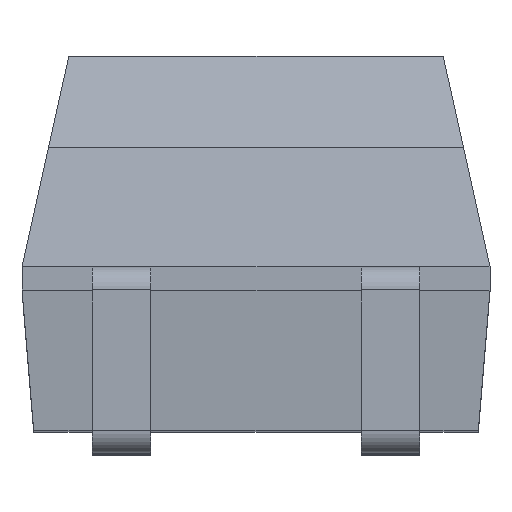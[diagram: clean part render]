
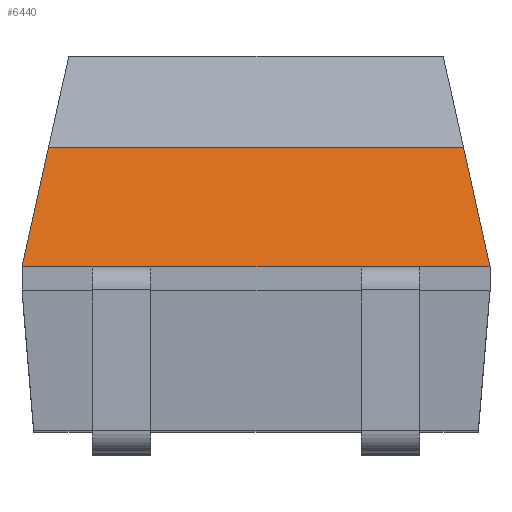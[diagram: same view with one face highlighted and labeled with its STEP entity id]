
A CAD part, top view. The second image highlights one B-rep face of the part: STEP entity #6440.
In plain terms, the highlighted planar face has unit normal (0, 0.217, 0.976).
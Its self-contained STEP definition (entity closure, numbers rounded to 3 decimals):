
#8 = LINE ( 'NONE', #11745, #6387 ) ;
#474 = VECTOR ( 'NONE', #8095, 1000. ) ;
#859 = DIRECTION ( 'NONE',  ( -1., 0., 0. ) ) ;
#1028 = CARTESIAN_POINT ( 'NONE',  ( -0.9, 1.4, 4.75 ) ) ;
#1288 = VECTOR ( 'NONE', #5961, 1000. ) ;
#1682 = CARTESIAN_POINT ( 'NONE',  ( 1.4, 1.4, 4.75 ) ) ;
#1717 = CARTESIAN_POINT ( 'NONE',  ( 0., 3.2, 4.35 ) ) ;
#2223 = VERTEX_POINT ( 'NONE', #8194 ) ;
#2428 = EDGE_CURVE ( 'NONE', #8941, #10523, #12800, .T. ) ;
#2589 = VECTOR ( 'NONE', #6927, 1000. ) ;
#2613 = EDGE_CURVE ( 'NONE', #8941, #10721, #3756, .T. ) ;
#2935 = DIRECTION ( 'NONE',  ( -1., 0., 0. ) ) ;
#3524 = EDGE_CURVE ( 'NONE', #8580, #12391, #10505, .T. ) ;
#3756 = LINE ( 'NONE', #4334, #11278 ) ;
#3828 = EDGE_LOOP ( 'NONE', ( #11921, #10749, #12045, #11196, #8192, #11510, #4098, #9064 ) ) ;
#4049 = EDGE_CURVE ( 'NONE', #10523, #2223, #8216, .T. ) ;
#4098 = ORIENTED_EDGE ( 'NONE', *, *, #8056, .F. ) ;
#4334 = CARTESIAN_POINT ( 'NONE',  ( -2., 1.4, 4.75 ) ) ;
#4673 = DIRECTION ( 'NONE',  ( -1., 0., 0. ) ) ;
#5530 = DIRECTION ( 'NONE',  ( -1., 0., 0. ) ) ;
#5732 = CARTESIAN_POINT ( 'NONE',  ( -1.404, 4.08, 4.154 ) ) ;
#5753 = EDGE_CURVE ( 'NONE', #10276, #7548, #12909, .T. ) ;
#5803 = CARTESIAN_POINT ( 'NONE',  ( -1.4, 1.4, 4.75 ) ) ;
#5961 = DIRECTION ( 'NONE',  ( -1., 0., 0. ) ) ;
#6387 = VECTOR ( 'NONE', #4673, 1000. ) ;
#6440 = ADVANCED_FACE ( 'NONE', ( #7755 ), #12490, .T. ) ;
#6759 = CARTESIAN_POINT ( 'NONE',  ( 2., 1.4, 4.75 ) ) ;
#6774 = CARTESIAN_POINT ( 'NONE',  ( -2., 1.4, 4.75 ) ) ;
#6927 = DIRECTION ( 'NONE',  ( -0.212, -0.954, 0.212 ) ) ;
#7117 = VECTOR ( 'NONE', #859, 1000. ) ;
#7247 = EDGE_CURVE ( 'NONE', #12391, #10276, #8, .T. ) ;
#7548 = VERTEX_POINT ( 'NONE', #6774 ) ;
#7755 = FACE_OUTER_BOUND ( 'NONE', #3828, .T. ) ;
#8056 = EDGE_CURVE ( 'NONE', #10721, #8580, #12001, .T. ) ;
#8095 = DIRECTION ( 'NONE',  ( -1., 0., 0. ) ) ;
#8192 = ORIENTED_EDGE ( 'NONE', *, *, #7247, .F. ) ;
#8194 = CARTESIAN_POINT ( 'NONE',  ( -1.774, 2.419, 4.524 ) ) ;
#8216 = LINE ( 'NONE', #10910, #11414 ) ;
#8580 = VERTEX_POINT ( 'NONE', #9646 ) ;
#8941 = VERTEX_POINT ( 'NONE', #6759 ) ;
#9064 = ORIENTED_EDGE ( 'NONE', *, *, #2613, .F. ) ;
#9580 = VECTOR ( 'NONE', #12498, 1000. ) ;
#9646 = CARTESIAN_POINT ( 'NONE',  ( 0.9, 1.4, 4.75 ) ) ;
#9973 = CARTESIAN_POINT ( 'NONE',  ( 1.774, 2.419, 4.524 ) ) ;
#10023 = CARTESIAN_POINT ( 'NONE',  ( 1.404, 4.08, 4.154 ) ) ;
#10119 = DIRECTION ( 'NONE',  ( 0., 0.217, 0.976 ) ) ;
#10276 = VERTEX_POINT ( 'NONE', #5803 ) ;
#10505 = LINE ( 'NONE', #13176, #1288 ) ;
#10523 = VERTEX_POINT ( 'NONE', #9973 ) ;
#10721 = VERTEX_POINT ( 'NONE', #1682 ) ;
#10749 = ORIENTED_EDGE ( 'NONE', *, *, #4049, .T. ) ;
#10910 = CARTESIAN_POINT ( 'NONE',  ( 0., 2.419, 4.524 ) ) ;
#11196 = ORIENTED_EDGE ( 'NONE', *, *, #5753, .F. ) ;
#11278 = VECTOR ( 'NONE', #5530, 1000. ) ;
#11283 = AXIS2_PLACEMENT_3D ( 'NONE', #1717, #10119, #2935 ) ;
#11414 = VECTOR ( 'NONE', #13329, 1000. ) ;
#11510 = ORIENTED_EDGE ( 'NONE', *, *, #3524, .F. ) ;
#11586 = EDGE_CURVE ( 'NONE', #2223, #7548, #11796, .T. ) ;
#11745 = CARTESIAN_POINT ( 'NONE',  ( -0.9, 1.4, 4.75 ) ) ;
#11796 = LINE ( 'NONE', #5732, #2589 ) ;
#11921 = ORIENTED_EDGE ( 'NONE', *, *, #2428, .T. ) ;
#12001 = LINE ( 'NONE', #12686, #7117 ) ;
#12045 = ORIENTED_EDGE ( 'NONE', *, *, #11586, .T. ) ;
#12391 = VERTEX_POINT ( 'NONE', #1028 ) ;
#12490 = PLANE ( 'NONE',  #11283 ) ;
#12498 = DIRECTION ( 'NONE',  ( -0.212, 0.954, -0.212 ) ) ;
#12686 = CARTESIAN_POINT ( 'NONE',  ( 1.4, 1.4, 4.75 ) ) ;
#12794 = CARTESIAN_POINT ( 'NONE',  ( -2., 1.4, 4.75 ) ) ;
#12800 = LINE ( 'NONE', #10023, #9580 ) ;
#12909 = LINE ( 'NONE', #12794, #474 ) ;
#13176 = CARTESIAN_POINT ( 'NONE',  ( -2., 1.4, 4.75 ) ) ;
#13329 = DIRECTION ( 'NONE',  ( -1., 0., 0. ) ) ;
